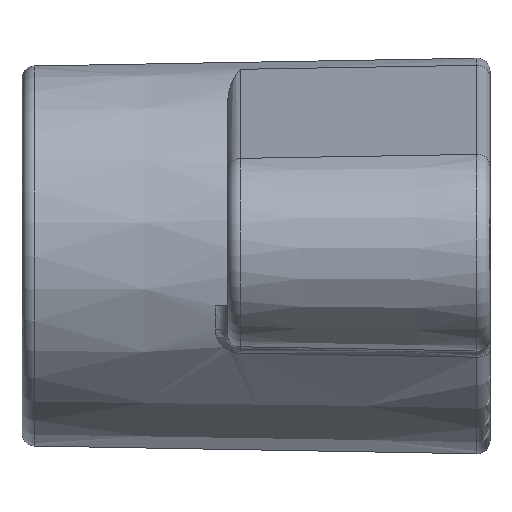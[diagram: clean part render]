
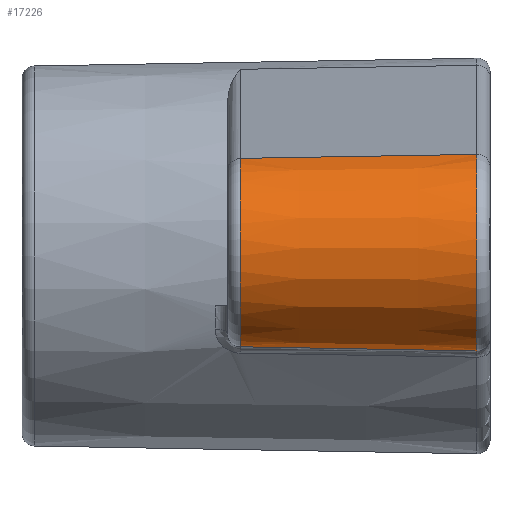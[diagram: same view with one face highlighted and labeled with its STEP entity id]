
A CAD part, left-side view. The second image highlights one B-rep face of the part: STEP entity #17226.
In plain terms, the highlighted conical face has half-angle 1 degrees and reference radius 3.9 mm.
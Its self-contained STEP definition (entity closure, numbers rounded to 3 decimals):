
#889 = CARTESIAN_POINT ( 'NONE',  ( -13.6, 9.709, -3.531 ) ) ;
#1287 = CARTESIAN_POINT ( 'NONE',  ( -13.6, 0.509, -3.691 ) ) ;
#2177 = DIRECTION ( 'NONE',  ( 0., -1., 0. ) ) ;
#2514 = DIRECTION ( 'NONE',  ( 0., 0., -1. ) ) ;
#2648 = CARTESIAN_POINT ( 'NONE',  ( -13.6, 0., 0.2 ) ) ;
#4272 = CARTESIAN_POINT ( 'NONE',  ( -14.632, 0.509, 3.952 ) ) ;
#4542 = CARTESIAN_POINT ( 'NONE',  ( -13.6, 0., -3.7 ) ) ;
#4646 = DIRECTION ( 'NONE',  ( 0., 0., -1. ) ) ;
#4768 = DIRECTION ( 'NONE',  ( 0., -1., -0.017 ) ) ;
#5591 = AXIS2_PLACEMENT_3D ( 'NONE', #7593, #20630, #2514 ) ;
#7406 = AXIS2_PLACEMENT_3D ( 'NONE', #17052, #2177, #20438 ) ;
#7560 = CIRCLE ( 'NONE', #5591, 3.891 ) ;
#7580 = ORIENTED_EDGE ( 'NONE', *, *, #13949, .T. ) ;
#7593 = CARTESIAN_POINT ( 'NONE',  ( -13.6, 0.509, 0.2 ) ) ;
#9181 = EDGE_CURVE ( 'NONE', #15996, #13435, #14371, .T. ) ;
#9292 = CARTESIAN_POINT ( 'NONE',  ( -14.589, 9.709, 3.797 ) ) ;
#9696 = LINE ( 'NONE', #4542, #21331 ) ;
#9786 = ORIENTED_EDGE ( 'NONE', *, *, #14221, .T. ) ;
#10229 = VERTEX_POINT ( 'NONE', #1287 ) ;
#11300 = ORIENTED_EDGE ( 'NONE', *, *, #11714, .T. ) ;
#11714 = EDGE_CURVE ( 'NONE', #16056, #10229, #9696, .T. ) ;
#11955 = DIRECTION ( 'NONE',  ( -0.005, -1., 0.017 ) ) ;
#11962 = EDGE_LOOP ( 'NONE', ( #13082, #7580, #11300, #9786 ) ) ;
#12171 = CARTESIAN_POINT ( 'NONE',  ( -14.634, 0., 3.96 ) ) ;
#13082 = ORIENTED_EDGE ( 'NONE', *, *, #9181, .F. ) ;
#13435 = VERTEX_POINT ( 'NONE', #4272 ) ;
#13861 = VECTOR ( 'NONE', #11955, 1000. ) ;
#13949 = EDGE_CURVE ( 'NONE', #15996, #16056, #20241, .T. ) ;
#14221 = EDGE_CURVE ( 'NONE', #10229, #13435, #7560, .T. ) ;
#14276 = DIRECTION ( 'NONE',  ( 0., -1., 0. ) ) ;
#14371 = LINE ( 'NONE', #12171, #13861 ) ;
#15066 = FACE_OUTER_BOUND ( 'NONE', #11962, .T. ) ;
#15996 = VERTEX_POINT ( 'NONE', #9292 ) ;
#16056 = VERTEX_POINT ( 'NONE', #889 ) ;
#16605 = CONICAL_SURFACE ( 'NONE', #20044, 3.9, 0.017 ) ;
#17052 = CARTESIAN_POINT ( 'NONE',  ( -13.6, 9.709, 0.2 ) ) ;
#17226 = ADVANCED_FACE ( 'NONE', ( #15066 ), #16605, .T. ) ;
#20044 = AXIS2_PLACEMENT_3D ( 'NONE', #2648, #14276, #4646 ) ;
#20241 = CIRCLE ( 'NONE', #7406, 3.731 ) ;
#20438 = DIRECTION ( 'NONE',  ( 0., 0., -1. ) ) ;
#20630 = DIRECTION ( 'NONE',  ( 0., 1., 0. ) ) ;
#21331 = VECTOR ( 'NONE', #4768, 1000. ) ;
